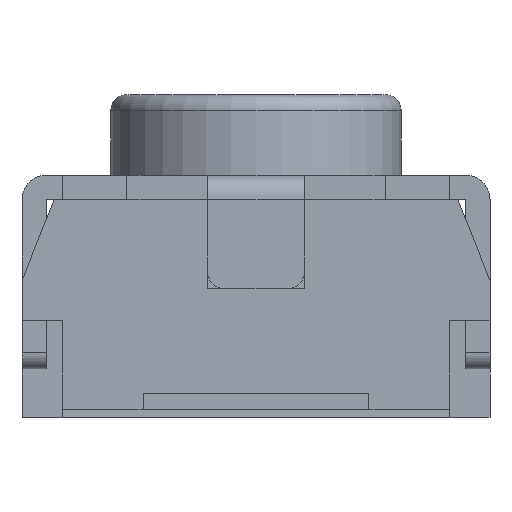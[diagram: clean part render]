
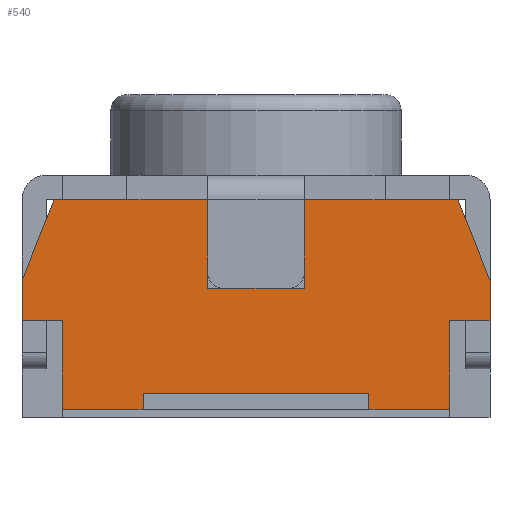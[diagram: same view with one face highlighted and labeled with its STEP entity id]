
A CAD part, left-side view. The second image highlights one B-rep face of the part: STEP entity #540.
In plain terms, the highlighted planar face has unit normal (-1, 0, 0).
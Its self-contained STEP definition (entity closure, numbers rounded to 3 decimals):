
#13=DIRECTION('',(0.,0.,1.));
#27=CARTESIAN_POINT('',(-1.95,-1.2,0.));
#29=DIRECTION('',(1.,0.,0.));
#35=VECTOR('',#13,1.);
#38=VERTEX_POINT('',#39);
#39=CARTESIAN_POINT('',(-1.95,-1.2,0.05));
#42=EDGE_CURVE('',#38,#43,#45,.T.);
#43=VERTEX_POINT('',#44);
#44=CARTESIAN_POINT('',(-1.95,-1.2,0.6));
#45=LINE('',#27,#35);
#58=VECTOR('',#59,1.);
#59=DIRECTION('',(0.,0.,-1.));
#65=CARTESIAN_POINT('',(-1.95,-1.2,1.35));
#113=DIRECTION('',(0.,1.,0.));
#130=VECTOR('',#113,1.);
#181=VECTOR('',#182,1.);
#182=DIRECTION('',(0.,-1.,0.));
#245=VECTOR('',#246,1.);
#246=DIRECTION('',(0.,-1.,0.));
#310=VECTOR('',#311,1.);
#311=DIRECTION('',(0.,0.371,0.928));
#380=VECTOR('',#381,1.);
#381=DIRECTION('',(0.,-0.371,0.928));
#392=VECTOR('',#393,1.);
#393=DIRECTION('',(0.,1.,0.));
#520=ORIENTED_EDGE('',*,*,#521,.F.);
#521=EDGE_CURVE('',#43,#522,#524,.T.);
#522=VERTEX_POINT('',#523);
#523=CARTESIAN_POINT('',(-1.95,-1.45,0.6));
#524=LINE('',#44,#181);
#540=ADVANCED_FACE('',(#541),#666,.F.);
#541=FACE_BOUND('',#542,.F.);
#542=EDGE_LOOP('',(#543,#550,#556,#561,#566,#571,#579,#586,#589,#595,#599,#606,#611,#615,#620,#624,#629,#633,#637,#642,#520,#645,#646,#650,#656,#662));
#543=ORIENTED_EDGE('',*,*,#544,.T.);
#544=EDGE_CURVE('',#545,#547,#549,.T.);
#545=VERTEX_POINT('',#546);
#546=CARTESIAN_POINT('',(-1.95,0.7,0.05));
#547=VERTEX_POINT('',#548);
#548=CARTESIAN_POINT('',(-1.95,1.2,0.05));
#549=LINE('',#39,#130);
#550=ORIENTED_EDGE('',*,*,#551,.T.);
#551=EDGE_CURVE('',#547,#552,#554,.T.);
#552=VERTEX_POINT('',#553);
#553=CARTESIAN_POINT('',(-1.95,1.2,0.6));
#554=LINE('',#555,#35);
#555=CARTESIAN_POINT('',(-1.95,1.2,0.));
#556=ORIENTED_EDGE('',*,*,#557,.T.);
#557=EDGE_CURVE('',#552,#558,#560,.T.);
#558=VERTEX_POINT('',#559);
#559=CARTESIAN_POINT('',(-1.95,1.45,0.6));
#560=LINE('',#553,#392);
#561=ORIENTED_EDGE('',*,*,#562,.T.);
#562=EDGE_CURVE('',#558,#563,#565,.T.);
#563=VERTEX_POINT('',#564);
#564=CARTESIAN_POINT('',(-1.95,1.45,0.85));
#565=LINE('',#559,#35);
#566=ORIENTED_EDGE('',*,*,#567,.T.);
#567=EDGE_CURVE('',#563,#568,#570,.T.);
#568=VERTEX_POINT('',#569);
#569=CARTESIAN_POINT('',(-1.95,1.25,1.35));
#570=LINE('',#564,#380);
#571=ORIENTED_EDGE('',*,*,#572,.F.);
#572=EDGE_CURVE('',#573,#568,#575,.T.);
#573=VERTEX_POINT('',#574);
#574=CARTESIAN_POINT('',(-1.95,1.2,1.35));
#575=LINE('',#576,#577);
#576=CARTESIAN_POINT('',(-1.95,0.3,1.35));
#577=VECTOR('',#578,1.);
#578=DIRECTION('',(0.,1.,0.));
#579=ORIENTED_EDGE('',*,*,#580,.T.);
#580=EDGE_CURVE('',#573,#581,#583,.T.);
#581=VERTEX_POINT('',#582);
#582=CARTESIAN_POINT('',(-1.95,0.8,1.35));
#583=LINE('',#574,#584);
#584=VECTOR('',#585,1.);
#585=DIRECTION('',(-0.,-1.,-0.));
#586=ORIENTED_EDGE('',*,*,#587,.F.);
#587=EDGE_CURVE('',#588,#581,#575,.T.);
#588=VERTEX_POINT('',#576);
#589=ORIENTED_EDGE('',*,*,#590,.T.);
#590=EDGE_CURVE('',#588,#591,#593,.T.);
#591=VERTEX_POINT('',#592);
#592=CARTESIAN_POINT('',(-1.95,0.3,0.9));
#593=LINE('',#594,#58);
#594=CARTESIAN_POINT('',(-1.95,0.3,1.5));
#595=ORIENTED_EDGE('',*,*,#596,.T.);
#596=EDGE_CURVE('',#591,#597,#593,.T.);
#597=VERTEX_POINT('',#598);
#598=CARTESIAN_POINT('',(-1.95,0.3,0.8));
#599=ORIENTED_EDGE('',*,*,#600,.T.);
#600=EDGE_CURVE('',#597,#601,#603,.T.);
#601=VERTEX_POINT('',#602);
#602=CARTESIAN_POINT('',(-1.95,0.2,0.8));
#603=LINE('',#598,#604);
#604=VECTOR('',#605,1.);
#605=DIRECTION('',(0.,-1.,0.));
#606=ORIENTED_EDGE('',*,*,#607,.T.);
#607=EDGE_CURVE('',#601,#608,#610,.T.);
#608=VERTEX_POINT('',#609);
#609=CARTESIAN_POINT('',(-1.95,-0.2,0.8));
#610=LINE('',#602,#604);
#611=ORIENTED_EDGE('',*,*,#612,.T.);
#612=EDGE_CURVE('',#608,#613,#603,.T.);
#613=VERTEX_POINT('',#614);
#614=CARTESIAN_POINT('',(-1.95,-0.3,0.8));
#615=ORIENTED_EDGE('',*,*,#616,.T.);
#616=EDGE_CURVE('',#613,#617,#619,.T.);
#617=VERTEX_POINT('',#618);
#618=CARTESIAN_POINT('',(-1.95,-0.3,0.9));
#619=LINE('',#614,#35);
#620=ORIENTED_EDGE('',*,*,#621,.T.);
#621=EDGE_CURVE('',#617,#622,#619,.T.);
#622=VERTEX_POINT('',#623);
#623=CARTESIAN_POINT('',(-1.95,-0.3,1.35));
#624=ORIENTED_EDGE('',*,*,#625,.T.);
#625=EDGE_CURVE('',#622,#626,#628,.T.);
#626=VERTEX_POINT('',#627);
#627=CARTESIAN_POINT('',(-1.95,-0.8,1.35));
#628=LINE('',#623,#245);
#629=ORIENTED_EDGE('',*,*,#630,.T.);
#630=EDGE_CURVE('',#626,#631,#632,.T.);
#631=VERTEX_POINT('',#65);
#632=LINE('',#627,#584);
#633=ORIENTED_EDGE('',*,*,#634,.T.);
#634=EDGE_CURVE('',#631,#635,#628,.T.);
#635=VERTEX_POINT('',#636);
#636=CARTESIAN_POINT('',(-1.95,-1.25,1.35));
#637=ORIENTED_EDGE('',*,*,#638,.F.);
#638=EDGE_CURVE('',#639,#635,#641,.T.);
#639=VERTEX_POINT('',#640);
#640=CARTESIAN_POINT('',(-1.95,-1.45,0.85));
#641=LINE('',#640,#310);
#642=ORIENTED_EDGE('',*,*,#643,.F.);
#643=EDGE_CURVE('',#522,#639,#644,.T.);
#644=LINE('',#523,#35);
#645=ORIENTED_EDGE('',*,*,#42,.F.);
#646=ORIENTED_EDGE('',*,*,#647,.T.);
#647=EDGE_CURVE('',#38,#648,#549,.T.);
#648=VERTEX_POINT('',#649);
#649=CARTESIAN_POINT('',(-1.95,-0.7,0.05));
#650=ORIENTED_EDGE('',*,*,#651,.T.);
#651=EDGE_CURVE('',#648,#652,#654,.T.);
#652=VERTEX_POINT('',#653);
#653=CARTESIAN_POINT('',(-1.95,-0.7,0.15));
#654=LINE('',#655,#35);
#655=CARTESIAN_POINT('',(-1.95,-0.7,0.));
#656=ORIENTED_EDGE('',*,*,#657,.F.);
#657=EDGE_CURVE('',#658,#652,#660,.T.);
#658=VERTEX_POINT('',#659);
#659=CARTESIAN_POINT('',(-1.95,0.7,0.15));
#660=LINE('',#661,#245);
#661=CARTESIAN_POINT('',(-1.95,0.6,0.15));
#662=ORIENTED_EDGE('',*,*,#663,.T.);
#663=EDGE_CURVE('',#658,#545,#664,.T.);
#664=LINE('',#665,#58);
#665=CARTESIAN_POINT('',(-1.95,0.7,0.));
#666=PLANE('',#667);
#667=AXIS2_PLACEMENT_3D('',#555,#29,#246);
